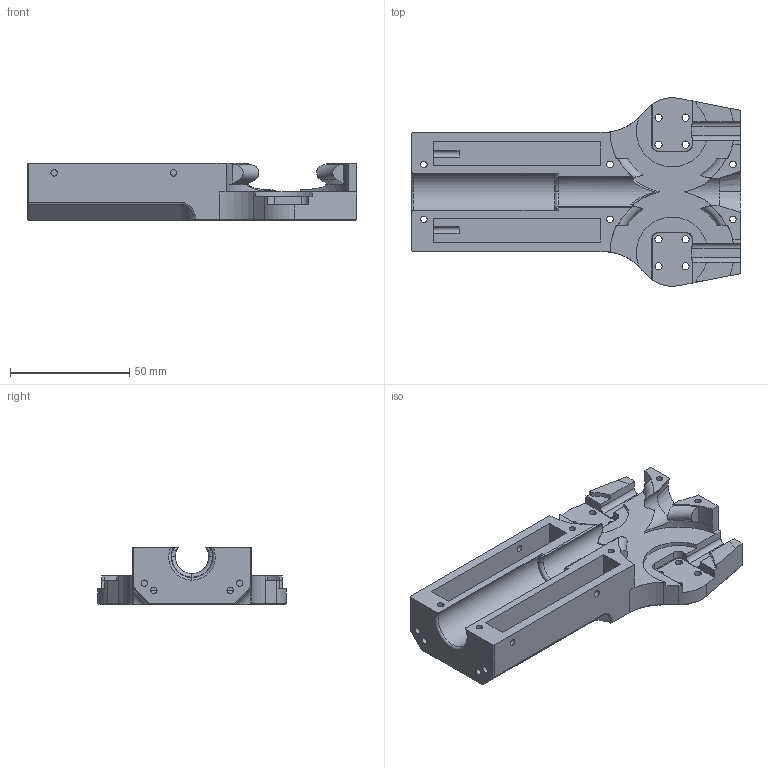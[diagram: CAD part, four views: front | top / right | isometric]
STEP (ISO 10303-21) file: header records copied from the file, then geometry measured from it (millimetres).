
FILE_DESCRIPTION(('FreeCAD Model'),'2;1');
FILE_NAME('Hy-Con_Delta_Main_IFXE_8.5_ready.step', '2023-06-19T16:47:45',('FreeCAD'),('FreeCAD'), 'Open CASCADE STEP processor 6.6','FreeCAD','Unknown');
FILE_SCHEMA(('AUTOMOTIVE_DESIGN_CC2 { 1 2 10303 214 -1 1 5 4 }'));
Products named in the file (1): Fusion001
Bounding box: 138 x 78.99 x 24.02 mm (x, y, z)
Volume: 98599.2 mm3; surface area: 35250 mm2
Topology: 1 solids, 1 shells, 208 faces, 581 edges, 377 vertices
Faces by surface type: plane 91, cylinder 79, torus 14, bspline 12, cone 12
Full cylindrical faces by diameter (mm): 2.7 x16, 3.04 x8
Entity records: 38630 total; most frequent: CARTESIAN_POINT 27694, DIRECTION 1867, ORIENTED_EDGE 1158, PCURVE 1158, DEFINITIONAL_REPRESENTATION 1158, LINE 1003, VECTOR 1003, EDGE_CURVE 579
